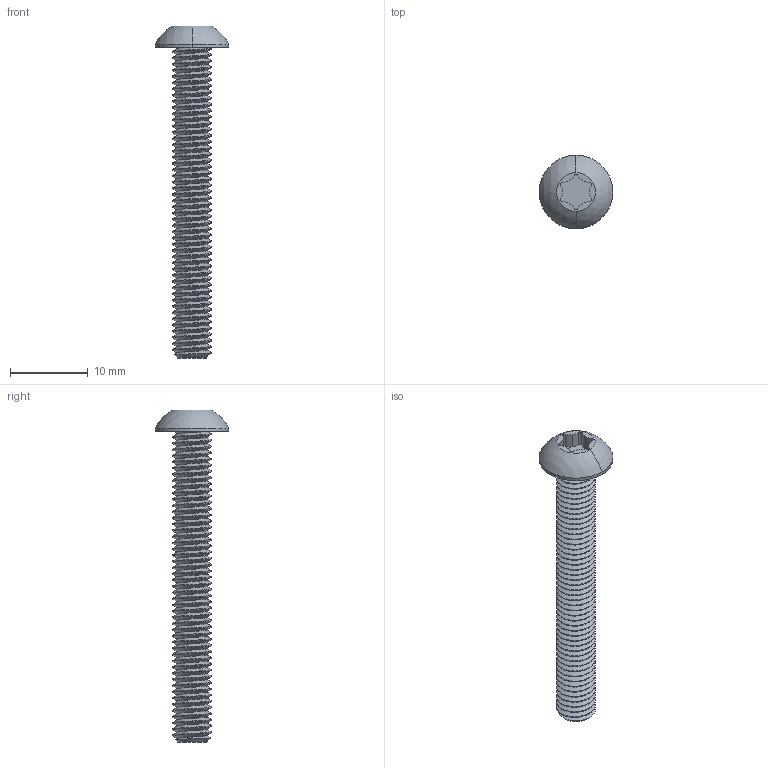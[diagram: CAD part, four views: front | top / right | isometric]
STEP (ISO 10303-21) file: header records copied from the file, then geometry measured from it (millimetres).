
FILE_DESCRIPTION (( 'STEP AP203' ), '1' );
FILE_NAME ('92832A580_Zinc-Plated Alloy Steel Button Head Torx Screws.STEP', '2021-12-02T18:54:56', ( 'Administrator' ), ( 'Managed by Terraform' ), 'SwSTEP 2.0', 'SolidWorks 2017', '' );
FILE_SCHEMA (( 'CONFIG_CONTROL_DESIGN' ));
Length unit declared in the file: millimetre
Products named in the file (1): 92832A580_Zinc-Plated Alloy Steel Button Head Torx Screws
Bounding box: 9.5 x 9.5 x 42.75 mm (x, y, z)
Volume: 751.4 mm3; surface area: 1186.5 mm2
Topology: 1 solids, 1 shells, 131 faces, 379 edges, 252 vertices
Faces by surface type: cylinder 119, plane 4, cone 3, bspline 3, sphere 2
Entity records: 11919 total; most frequent: CARTESIAN_POINT 8972, ORIENTED_EDGE 758, DIRECTION 475, EDGE_CURVE 379, VERTEX_POINT 252, AXIS2_PLACEMENT_3D 177, EDGE_LOOP 133, FACE_OUTER_BOUND 131
